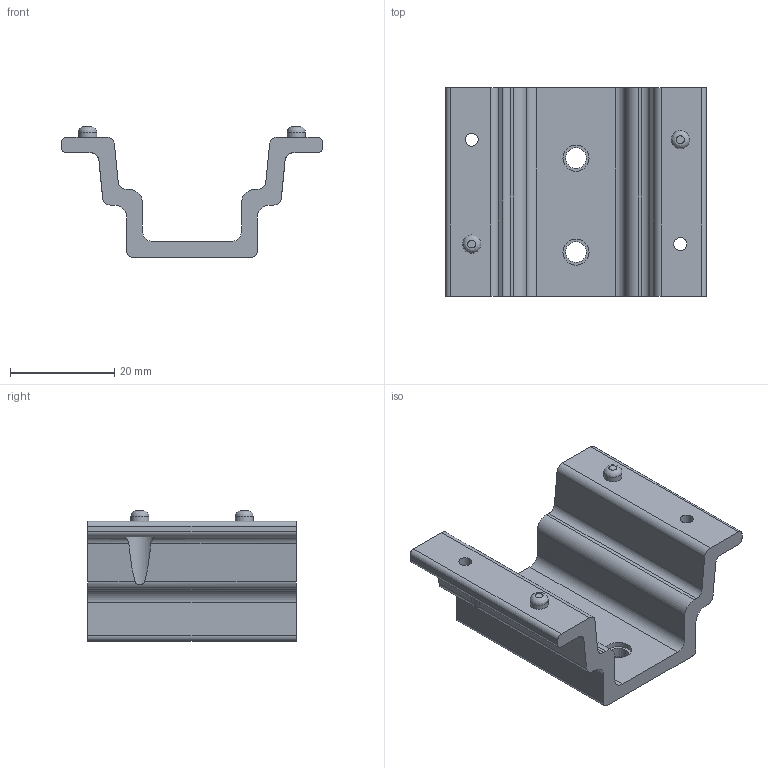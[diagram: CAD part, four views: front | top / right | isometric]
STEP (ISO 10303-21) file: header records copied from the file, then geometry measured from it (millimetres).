
FILE_DESCRIPTION(/* description */ (''),/* implementation_level */ '2;1');
FILE_NAME(/* name */ 'Halterung LED-Matrix v2.step',/* time_stamp */ '2024-01-16T13:48:57+01:00',/* author */ (''),/* organization */ (''),/* preprocessor_version */ 'ST-DEVELOPER v20',/* originating_system */ 'Autodesk Translation Framework v12.14.0.127',/* authorisation */ '');
FILE_SCHEMA (('AUTOMOTIVE_DESIGN { 1 0 10303 214 3 1 1 }'));
Length unit declared in the file: millimetre
Products named in the file (1): Halterung LED-Matrix
Bounding box: 50 x 40 x 25 mm (x, y, z)
Volume: 10703.8 mm3; surface area: 7431.7 mm2
Topology: 1 solids, 1 shells, 62 faces, 166 edges, 110 vertices
Faces by surface type: cylinder 32, plane 28, bspline 2
Full cylindrical faces by diameter (mm): 2.5 x2, 3.5 x2, 4 x2, 5 x2
Entity records: 2111 total; most frequent: CARTESIAN_POINT 461, DIRECTION 348, ORIENTED_EDGE 332, EDGE_CURVE 166, AXIS2_PLACEMENT_3D 127, VERTEX_POINT 110, LINE 94, VECTOR 94
